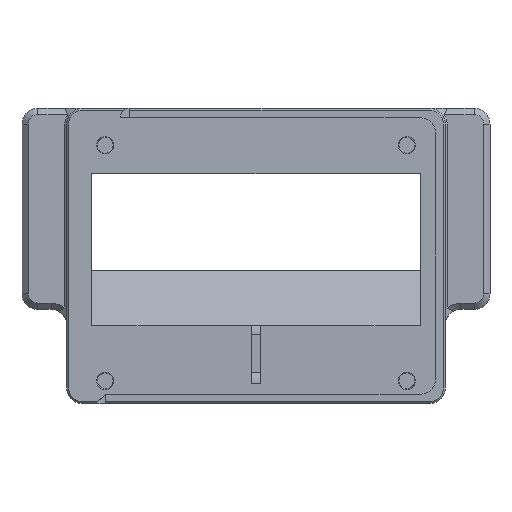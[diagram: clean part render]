
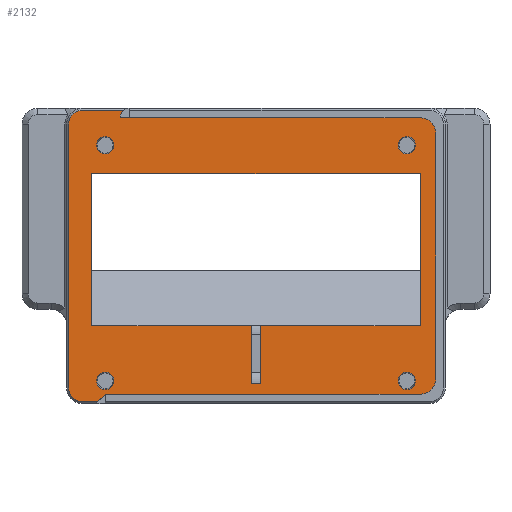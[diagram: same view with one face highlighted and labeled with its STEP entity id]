
A CAD part, front view. The second image highlights one B-rep face of the part: STEP entity #2132.
In plain terms, the highlighted planar face has unit normal (0, -1, 0).
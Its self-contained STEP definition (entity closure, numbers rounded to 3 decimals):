
#33=FACE_BOUND('',#335,.T.);
#34=FACE_BOUND('',#336,.T.);
#35=FACE_BOUND('',#337,.T.);
#36=FACE_BOUND('',#338,.T.);
#37=FACE_BOUND('',#339,.T.);
#99=PLANE('',#2320);
#201=FACE_OUTER_BOUND('',#334,.T.);
#334=EDGE_LOOP('',(#1783,#1784,#1785,#1786,#1787,#1788,#1789,#1790,#1791,
#1792,#1793,#1794));
#335=EDGE_LOOP('',(#1795,#1796,#1797,#1798,#1799,#1800,#1801,#1802));
#336=EDGE_LOOP('',(#1803));
#337=EDGE_LOOP('',(#1804));
#338=EDGE_LOOP('',(#1805));
#339=EDGE_LOOP('',(#1806));
#417=CIRCLE('',#2262,4.4);
#419=CIRCLE('',#2265,4.4);
#445=CIRCLE('',#2314,3.);
#446=CIRCLE('',#2321,5.);
#447=CIRCLE('',#2322,5.);
#448=CIRCLE('',#2323,2.767);
#449=CIRCLE('',#2324,2.767);
#450=CIRCLE('',#2325,2.767);
#451=CIRCLE('',#2326,2.767);
#568=LINE('',#3717,#756);
#572=LINE('',#3732,#760);
#574=LINE('',#3737,#762);
#613=LINE('',#3852,#801);
#618=LINE('',#3869,#806);
#624=LINE('',#3880,#812);
#625=LINE('',#3882,#813);
#627=LINE('',#3885,#815);
#635=LINE('',#8437,#823);
#638=LINE('',#8443,#826);
#639=LINE('',#8445,#827);
#640=LINE('',#8449,#828);
#641=LINE('',#8452,#829);
#642=LINE('',#8454,#830);
#643=LINE('',#8455,#831);
#756=VECTOR('',#2580,10.);
#760=VECTOR('',#2598,10.);
#762=VECTOR('',#2602,10.);
#801=VECTOR('',#2701,5.);
#806=VECTOR('',#2716,10.);
#812=VECTOR('',#2724,10.);
#813=VECTOR('',#2727,10.);
#815=VECTOR('',#2731,10.);
#823=VECTOR('',#2763,10.);
#826=VECTOR('',#2770,10.);
#827=VECTOR('',#2771,10.);
#828=VECTOR('',#2774,10.);
#829=VECTOR('',#2777,10.);
#830=VECTOR('',#2778,10.);
#831=VECTOR('',#2779,10.);
#968=VERTEX_POINT('',#3714);
#969=VERTEX_POINT('',#3716);
#970=VERTEX_POINT('',#3720);
#972=VERTEX_POINT('',#3726);
#973=VERTEX_POINT('',#3730);
#975=VERTEX_POINT('',#3735);
#1019=VERTEX_POINT('',#3848);
#1021=VERTEX_POINT('',#3851);
#1027=VERTEX_POINT('',#3866);
#1028=VERTEX_POINT('',#3868);
#1030=VERTEX_POINT('',#3874);
#1032=VERTEX_POINT('',#3878);
#1040=VERTEX_POINT('',#8422);
#1043=VERTEX_POINT('',#8436);
#1044=VERTEX_POINT('',#8442);
#1045=VERTEX_POINT('',#8444);
#1046=VERTEX_POINT('',#8446);
#1047=VERTEX_POINT('',#8448);
#1048=VERTEX_POINT('',#8451);
#1049=VERTEX_POINT('',#8453);
#1050=VERTEX_POINT('',#8456);
#1051=VERTEX_POINT('',#8458);
#1052=VERTEX_POINT('',#8460);
#1053=VERTEX_POINT('',#8462);
#1200=EDGE_CURVE('',#968,#969,#568,.T.);
#1203=EDGE_CURVE('',#969,#970,#417,.T.);
#1206=EDGE_CURVE('',#972,#968,#419,.T.);
#1208=EDGE_CURVE('',#970,#973,#572,.T.);
#1210=EDGE_CURVE('',#975,#972,#574,.T.);
#1268=EDGE_CURVE('',#1019,#1021,#613,.T.);
#1276=EDGE_CURVE('',#1028,#1027,#618,.T.);
#1282=EDGE_CURVE('',#1030,#1032,#624,.T.);
#1283=EDGE_CURVE('',#1027,#1021,#625,.T.);
#1285=EDGE_CURVE('',#1019,#1030,#627,.T.);
#1303=EDGE_CURVE('',#973,#1040,#445,.F.);
#1310=EDGE_CURVE('',#1043,#1040,#635,.T.);
#1313=EDGE_CURVE('',#975,#1044,#638,.T.);
#1314=EDGE_CURVE('',#1044,#1045,#639,.T.);
#1315=EDGE_CURVE('',#1045,#1046,#446,.T.);
#1316=EDGE_CURVE('',#1046,#1047,#640,.T.);
#1317=EDGE_CURVE('',#1047,#1043,#447,.T.);
#1318=EDGE_CURVE('',#1032,#1048,#641,.T.);
#1319=EDGE_CURVE('',#1048,#1049,#642,.T.);
#1320=EDGE_CURVE('',#1049,#1028,#643,.T.);
#1321=EDGE_CURVE('',#1050,#1050,#448,.T.);
#1322=EDGE_CURVE('',#1051,#1051,#449,.T.);
#1323=EDGE_CURVE('',#1052,#1052,#450,.T.);
#1324=EDGE_CURVE('',#1053,#1053,#451,.T.);
#1783=ORIENTED_EDGE('',*,*,#1210,.F.);
#1784=ORIENTED_EDGE('',*,*,#1313,.T.);
#1785=ORIENTED_EDGE('',*,*,#1314,.T.);
#1786=ORIENTED_EDGE('',*,*,#1315,.T.);
#1787=ORIENTED_EDGE('',*,*,#1316,.T.);
#1788=ORIENTED_EDGE('',*,*,#1317,.T.);
#1789=ORIENTED_EDGE('',*,*,#1310,.T.);
#1790=ORIENTED_EDGE('',*,*,#1303,.F.);
#1791=ORIENTED_EDGE('',*,*,#1208,.F.);
#1792=ORIENTED_EDGE('',*,*,#1203,.F.);
#1793=ORIENTED_EDGE('',*,*,#1200,.F.);
#1794=ORIENTED_EDGE('',*,*,#1206,.F.);
#1795=ORIENTED_EDGE('',*,*,#1285,.T.);
#1796=ORIENTED_EDGE('',*,*,#1282,.T.);
#1797=ORIENTED_EDGE('',*,*,#1318,.T.);
#1798=ORIENTED_EDGE('',*,*,#1319,.T.);
#1799=ORIENTED_EDGE('',*,*,#1320,.T.);
#1800=ORIENTED_EDGE('',*,*,#1276,.T.);
#1801=ORIENTED_EDGE('',*,*,#1283,.T.);
#1802=ORIENTED_EDGE('',*,*,#1268,.F.);
#1803=ORIENTED_EDGE('',*,*,#1321,.F.);
#1804=ORIENTED_EDGE('',*,*,#1322,.F.);
#1805=ORIENTED_EDGE('',*,*,#1323,.F.);
#1806=ORIENTED_EDGE('',*,*,#1324,.F.);
#2132=ADVANCED_FACE('',(#201,#33,#34,#35,#36,#37),#99,.T.);
#2262=AXIS2_PLACEMENT_3D('',#3722,#2585,#2586);
#2265=AXIS2_PLACEMENT_3D('',#3728,#2592,#2593);
#2314=AXIS2_PLACEMENT_3D('',#8423,#2747,#2748);
#2320=AXIS2_PLACEMENT_3D('',#8441,#2768,#2769);
#2321=AXIS2_PLACEMENT_3D('',#8447,#2772,#2773);
#2322=AXIS2_PLACEMENT_3D('',#8450,#2775,#2776);
#2323=AXIS2_PLACEMENT_3D('',#8457,#2780,#2781);
#2324=AXIS2_PLACEMENT_3D('',#8459,#2782,#2783);
#2325=AXIS2_PLACEMENT_3D('',#8461,#2784,#2785);
#2326=AXIS2_PLACEMENT_3D('',#8463,#2786,#2787);
#2580=DIRECTION('',(0.,0.,1.));
#2585=DIRECTION('center_axis',(0.,1.,0.));
#2586=DIRECTION('ref_axis',(-0.707,0.,0.707));
#2592=DIRECTION('center_axis',(0.,1.,0.));
#2593=DIRECTION('ref_axis',(-0.707,0.,-0.707));
#2598=DIRECTION('',(1.,0.,0.));
#2602=DIRECTION('',(-1.,0.,0.));
#2701=DIRECTION('',(1.,0.,0.));
#2716=DIRECTION('',(-1.,0.,0.));
#2724=DIRECTION('',(-1.,0.,0.));
#2727=DIRECTION('',(0.,0.,-1.));
#2731=DIRECTION('',(0.,0.,1.));
#2747=DIRECTION('center_axis',(0.,1.,0.));
#2748=DIRECTION('ref_axis',(-0.707,0.,0.707));
#2763=DIRECTION('',(-1.,0.,0.));
#2768=DIRECTION('center_axis',(0.,-1.,0.));
#2769=DIRECTION('ref_axis',(0.,0.,-1.));
#2770=DIRECTION('',(0.707,0.,0.707));
#2771=DIRECTION('',(1.,0.,0.));
#2772=DIRECTION('center_axis',(0.,-1.,0.));
#2773=DIRECTION('ref_axis',(0.707,0.,-0.707));
#2774=DIRECTION('',(0.,0.,1.));
#2775=DIRECTION('center_axis',(0.,-1.,0.));
#2776=DIRECTION('ref_axis',(0.707,0.,0.707));
#2777=DIRECTION('',(0.,0.,1.));
#2778=DIRECTION('',(1.,0.,0.));
#2779=DIRECTION('',(0.,0.,-1.));
#2780=DIRECTION('center_axis',(0.,-1.,0.));
#2781=DIRECTION('ref_axis',(1.,0.,0.));
#2782=DIRECTION('center_axis',(0.,-1.,0.));
#2783=DIRECTION('ref_axis',(1.,0.,0.));
#2784=DIRECTION('center_axis',(0.,-1.,0.));
#2785=DIRECTION('ref_axis',(1.,0.,0.));
#2786=DIRECTION('center_axis',(0.,-1.,0.));
#2787=DIRECTION('ref_axis',(1.,0.,0.));
#3714=CARTESIAN_POINT('',(-59.65,-12.,-89.));
#3716=CARTESIAN_POINT('',(-59.65,-12.,-5.));
#3717=CARTESIAN_POINT('',(-59.65,-12.,-70.5));
#3720=CARTESIAN_POINT('',(-55.25,-12.,-0.6));
#3722=CARTESIAN_POINT('Origin',(-55.25,-12.,-5.));
#3726=CARTESIAN_POINT('',(-55.25,-12.,-93.4));
#3728=CARTESIAN_POINT('Origin',(-55.25,-12.,-89.));
#3730=CARTESIAN_POINT('',(-42.05,-12.,-0.6));
#3732=CARTESIAN_POINT('',(37.25,-12.,-0.6));
#3735=CARTESIAN_POINT('',(-50.4,-12.,-93.4));
#3737=CARTESIAN_POINT('',(-37.25,-12.,-93.4));
#3848=CARTESIAN_POINT('',(-1.5,-12.,-87.557));
#3851=CARTESIAN_POINT('',(1.5,-12.,-87.557));
#3852=CARTESIAN_POINT('',(1.5,-12.,-87.557));
#3866=CARTESIAN_POINT('',(1.5,-12.,-69.25));
#3868=CARTESIAN_POINT('',(52.25,-12.,-69.25));
#3869=CARTESIAN_POINT('',(52.25,-12.,-69.25));
#3874=CARTESIAN_POINT('',(-1.5,-12.,-69.25));
#3878=CARTESIAN_POINT('',(-52.25,-12.,-69.25));
#3880=CARTESIAN_POINT('',(52.25,-12.,-69.25));
#3882=CARTESIAN_POINT('',(1.5,-12.,-58.125));
#3885=CARTESIAN_POINT('',(-1.5,-12.,-65.625));
#8422=CARTESIAN_POINT('',(-43.25,-12.,-3.));
#8423=CARTESIAN_POINT('Origin',(-40.25,-12.,-3.));
#8436=CARTESIAN_POINT('',(52.25,-12.,-3.));
#8437=CARTESIAN_POINT('',(-21.625,-12.,-3.));
#8441=CARTESIAN_POINT('Origin',(0.,-12.,-47.));
#8442=CARTESIAN_POINT('',(-48.,-12.,-91.));
#8443=CARTESIAN_POINT('',(-25.,-12.,-68.));
#8444=CARTESIAN_POINT('',(52.25,-12.,-91.));
#8445=CARTESIAN_POINT('',(28.625,-12.,-91.));
#8446=CARTESIAN_POINT('',(57.25,-12.,-86.));
#8447=CARTESIAN_POINT('Origin',(52.25,-12.,-86.));
#8448=CARTESIAN_POINT('',(57.25,-12.,-8.));
#8449=CARTESIAN_POINT('',(57.25,-12.,-25.));
#8450=CARTESIAN_POINT('Origin',(52.25,-12.,-8.));
#8451=CARTESIAN_POINT('',(-52.25,-12.,-20.75));
#8452=CARTESIAN_POINT('',(-52.25,-12.,-69.25));
#8453=CARTESIAN_POINT('',(52.25,-12.,-20.75));
#8454=CARTESIAN_POINT('',(-52.25,-12.,-20.75));
#8455=CARTESIAN_POINT('',(52.25,-12.,-20.75));
#8456=CARTESIAN_POINT('',(-50.767,-12.,-86.75));
#8457=CARTESIAN_POINT('Origin',(-48.,-12.,-86.75));
#8458=CARTESIAN_POINT('',(45.233,-12.,-11.75));
#8459=CARTESIAN_POINT('Origin',(48.,-12.,-11.75));
#8460=CARTESIAN_POINT('',(-50.767,-12.,-11.75));
#8461=CARTESIAN_POINT('Origin',(-48.,-12.,-11.75));
#8462=CARTESIAN_POINT('',(45.233,-12.,-86.75));
#8463=CARTESIAN_POINT('Origin',(48.,-12.,-86.75));
